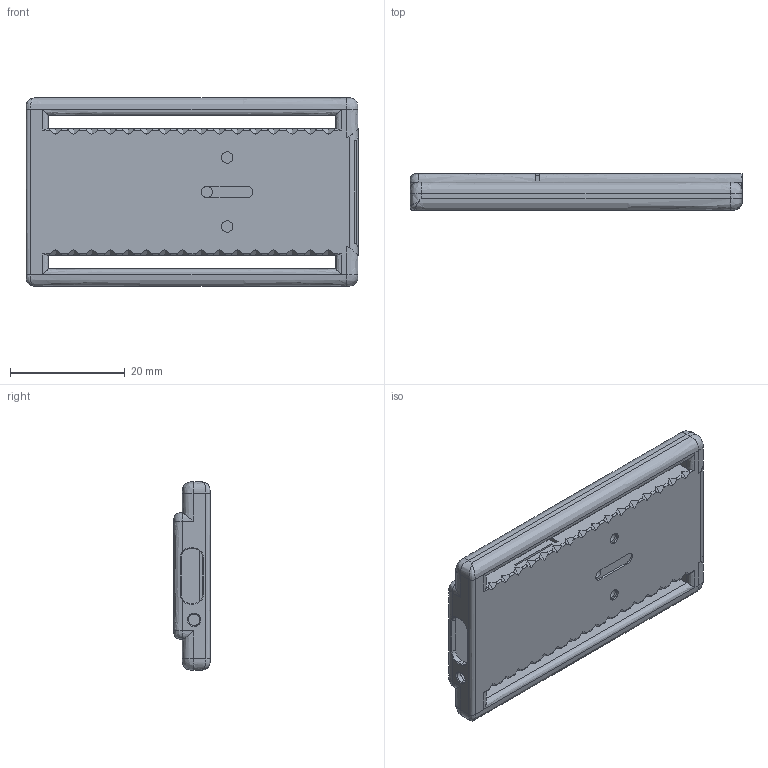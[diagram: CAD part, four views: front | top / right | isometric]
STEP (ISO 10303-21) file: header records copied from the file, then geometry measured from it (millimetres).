
FILE_DESCRIPTION (( 'STEP AP214' ), '1' );
FILE_NAME ('FuiminiCase.STEP', '2024-11-04T22:26:59', ( '' ), ( '' ), 'MPSTEP 2.0', 'Macroplastics Offline CAD Suite', '' );
FILE_SCHEMA (( 'UwU' ));
Length unit declared in the file: millimetre
Products named in the file (1): FuiminiCase
Bounding box: 57.8 x 6.36 x 32.8 mm (x, y, z)
Volume: 4359.7 mm3; surface area: 9142.6 mm2
Topology: 2 solids, 2 shells, 389 faces, 1105 edges, 714 vertices
Faces by surface type: plane 253, cylinder 91, bspline 39, cone 6
Entity records: 16763 total; most frequent: CARTESIAN_POINT 7546, ORIENTED_EDGE 2206, DIRECTION 1493, EDGE_CURVE 1103, VERTEX_POINT 714, VECTOR 683, LINE 683, EDGE_LOOP 409
